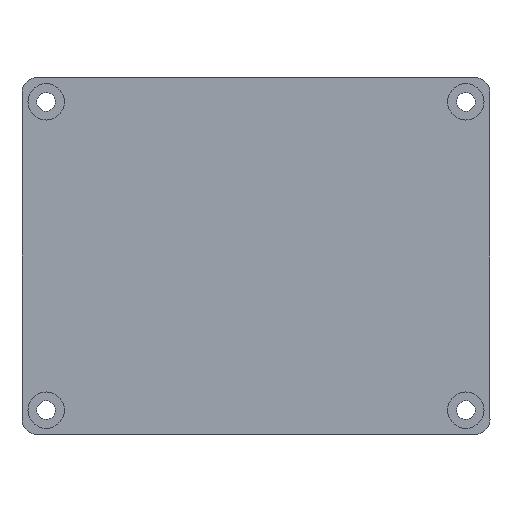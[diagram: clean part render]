
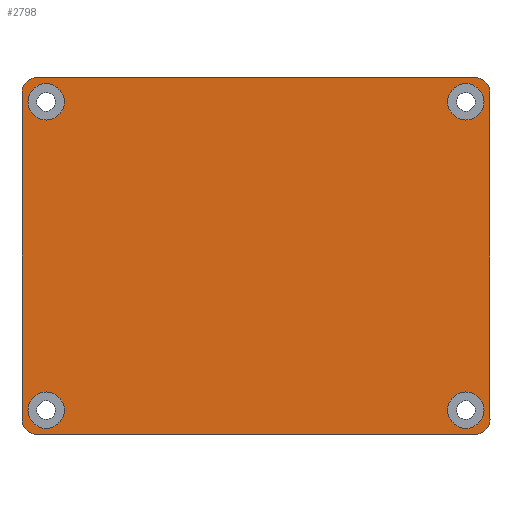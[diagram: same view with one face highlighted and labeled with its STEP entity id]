
A CAD part, front view. The second image highlights one B-rep face of the part: STEP entity #2798.
In plain terms, the highlighted planar face has unit normal (0, -1, 0).
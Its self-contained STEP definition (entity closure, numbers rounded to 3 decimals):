
#35=FACE_BOUND('',#434,.T.);
#36=FACE_BOUND('',#435,.T.);
#37=FACE_BOUND('',#436,.T.);
#38=FACE_BOUND('',#437,.T.);
#117=PLANE('',#3118);
#267=FACE_OUTER_BOUND('',#433,.T.);
#433=EDGE_LOOP('',(#2542,#2543,#2544,#2545,#2546,#2547,#2548,#2549));
#434=EDGE_LOOP('',(#2550));
#435=EDGE_LOOP('',(#2551));
#436=EDGE_LOOP('',(#2552));
#437=EDGE_LOOP('',(#2553));
#551=LINE('',#4372,#797);
#556=LINE('',#4385,#802);
#561=LINE('',#4398,#807);
#565=LINE('',#4408,#811);
#797=VECTOR('',#3452,10.);
#802=VECTOR('',#3465,10.);
#807=VECTOR('',#3478,10.);
#811=VECTOR('',#3490,10.);
#1020=CIRCLE('',#2926,2.);
#1022=CIRCLE('',#2930,2.);
#1024=CIRCLE('',#2934,2.);
#1026=CIRCLE('',#2938,2.);
#1086=CIRCLE('',#3119,2.45);
#1087=CIRCLE('',#3120,2.45);
#1088=CIRCLE('',#3121,2.45);
#1089=CIRCLE('',#3122,2.45);
#1242=VERTEX_POINT('',#4361);
#1243=VERTEX_POINT('',#4363);
#1245=VERTEX_POINT('',#4370);
#1247=VERTEX_POINT('',#4376);
#1249=VERTEX_POINT('',#4383);
#1251=VERTEX_POINT('',#4389);
#1253=VERTEX_POINT('',#4396);
#1255=VERTEX_POINT('',#4402);
#1352=VERTEX_POINT('',#4810);
#1353=VERTEX_POINT('',#4812);
#1354=VERTEX_POINT('',#4814);
#1355=VERTEX_POINT('',#4816);
#1535=EDGE_CURVE('',#1243,#1242,#1020,.T.);
#1540=EDGE_CURVE('',#1242,#1245,#551,.T.);
#1543=EDGE_CURVE('',#1245,#1247,#1022,.T.);
#1547=EDGE_CURVE('',#1247,#1249,#556,.T.);
#1550=EDGE_CURVE('',#1249,#1251,#1024,.T.);
#1554=EDGE_CURVE('',#1251,#1253,#561,.T.);
#1557=EDGE_CURVE('',#1253,#1255,#1026,.T.);
#1560=EDGE_CURVE('',#1255,#1243,#565,.T.);
#1754=EDGE_CURVE('',#1352,#1352,#1086,.T.);
#1755=EDGE_CURVE('',#1353,#1353,#1087,.T.);
#1756=EDGE_CURVE('',#1354,#1354,#1088,.T.);
#1757=EDGE_CURVE('',#1355,#1355,#1089,.T.);
#2542=ORIENTED_EDGE('',*,*,#1535,.T.);
#2543=ORIENTED_EDGE('',*,*,#1540,.T.);
#2544=ORIENTED_EDGE('',*,*,#1543,.T.);
#2545=ORIENTED_EDGE('',*,*,#1547,.T.);
#2546=ORIENTED_EDGE('',*,*,#1550,.T.);
#2547=ORIENTED_EDGE('',*,*,#1554,.T.);
#2548=ORIENTED_EDGE('',*,*,#1557,.T.);
#2549=ORIENTED_EDGE('',*,*,#1560,.T.);
#2550=ORIENTED_EDGE('',*,*,#1754,.T.);
#2551=ORIENTED_EDGE('',*,*,#1755,.T.);
#2552=ORIENTED_EDGE('',*,*,#1756,.T.);
#2553=ORIENTED_EDGE('',*,*,#1757,.T.);
#2798=ADVANCED_FACE('',(#267,#35,#36,#37,#38),#117,.F.);
#2926=AXIS2_PLACEMENT_3D('',#4364,#3444,#3445);
#2930=AXIS2_PLACEMENT_3D('',#4378,#3458,#3459);
#2934=AXIS2_PLACEMENT_3D('',#4391,#3471,#3472);
#2938=AXIS2_PLACEMENT_3D('',#4404,#3484,#3485);
#3118=AXIS2_PLACEMENT_3D('',#4809,#3973,#3974);
#3119=AXIS2_PLACEMENT_3D('',#4811,#3975,#3976);
#3120=AXIS2_PLACEMENT_3D('',#4813,#3977,#3978);
#3121=AXIS2_PLACEMENT_3D('',#4815,#3979,#3980);
#3122=AXIS2_PLACEMENT_3D('',#4817,#3981,#3982);
#3444=DIRECTION('center_axis',(0.,-1.,0.));
#3445=DIRECTION('ref_axis',(-1.,0.,0.));
#3452=DIRECTION('',(0.,0.,-1.));
#3458=DIRECTION('center_axis',(0.,-1.,0.));
#3459=DIRECTION('ref_axis',(0.,0.,-1.));
#3465=DIRECTION('',(1.,0.,0.));
#3471=DIRECTION('center_axis',(0.,-1.,0.));
#3472=DIRECTION('ref_axis',(1.,0.,0.));
#3478=DIRECTION('',(0.,0.,1.));
#3484=DIRECTION('center_axis',(0.,-1.,0.));
#3485=DIRECTION('ref_axis',(0.,0.,1.));
#3490=DIRECTION('',(-1.,0.,0.));
#3973=DIRECTION('center_axis',(0.,1.,0.));
#3974=DIRECTION('ref_axis',(1.,0.,0.));
#3975=DIRECTION('center_axis',(0.,1.,0.));
#3976=DIRECTION('ref_axis',(-1.,0.,0.));
#3977=DIRECTION('center_axis',(0.,1.,0.));
#3978=DIRECTION('ref_axis',(-1.,0.,0.));
#3979=DIRECTION('center_axis',(0.,1.,0.));
#3980=DIRECTION('ref_axis',(-1.,0.,0.));
#3981=DIRECTION('center_axis',(0.,1.,0.));
#3982=DIRECTION('ref_axis',(-1.,0.,0.));
#4361=CARTESIAN_POINT('',(0.,-2.,46.));
#4363=CARTESIAN_POINT('',(2.,-2.,48.));
#4364=CARTESIAN_POINT('Origin',(2.,-2.,46.));
#4370=CARTESIAN_POINT('',(0.,-2.,2.));
#4372=CARTESIAN_POINT('',(0.,-2.,46.));
#4376=CARTESIAN_POINT('',(2.,-2.,0.));
#4378=CARTESIAN_POINT('Origin',(2.,-2.,2.));
#4383=CARTESIAN_POINT('',(61.,-2.,0.));
#4385=CARTESIAN_POINT('',(2.,-2.,0.));
#4389=CARTESIAN_POINT('',(63.,-2.,2.));
#4391=CARTESIAN_POINT('Origin',(61.,-2.,2.));
#4396=CARTESIAN_POINT('',(63.,-2.,46.));
#4398=CARTESIAN_POINT('',(63.,-2.,2.));
#4402=CARTESIAN_POINT('',(61.,-2.,48.));
#4404=CARTESIAN_POINT('Origin',(61.,-2.,46.));
#4408=CARTESIAN_POINT('',(61.,-2.,48.));
#4809=CARTESIAN_POINT('Origin',(31.5,-2.,24.));
#4810=CARTESIAN_POINT('',(62.2,-2.,3.25));
#4811=CARTESIAN_POINT('Origin',(59.75,-2.,3.25));
#4812=CARTESIAN_POINT('',(5.7,-2.,44.75));
#4813=CARTESIAN_POINT('Origin',(3.25,-2.,44.75));
#4814=CARTESIAN_POINT('',(5.7,-2.,3.25));
#4815=CARTESIAN_POINT('Origin',(3.25,-2.,3.25));
#4816=CARTESIAN_POINT('',(62.2,-2.,44.75));
#4817=CARTESIAN_POINT('Origin',(59.75,-2.,44.75));
